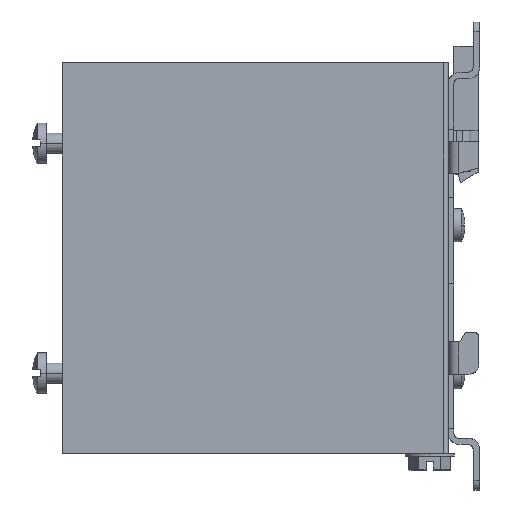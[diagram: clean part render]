
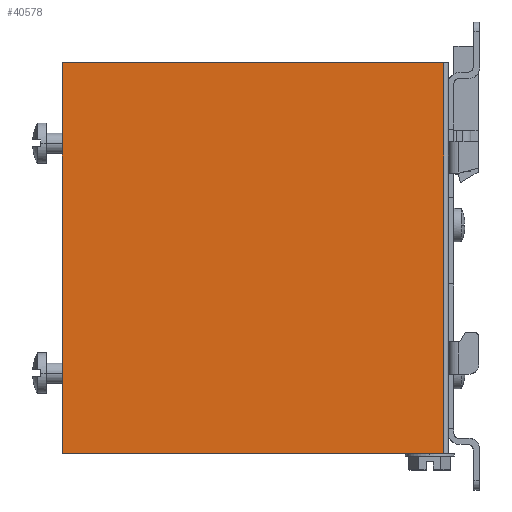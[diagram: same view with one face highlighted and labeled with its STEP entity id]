
A CAD part, left-side view. The second image highlights one B-rep face of the part: STEP entity #40578.
In plain terms, the highlighted planar face has unit normal (-1, 0, 0).
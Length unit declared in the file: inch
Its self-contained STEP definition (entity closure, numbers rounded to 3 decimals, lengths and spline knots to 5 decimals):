
#16018 = EDGE_CURVE ( 'NONE', #31650, #31651, #118145, .T. ) ;
#16019 = EDGE_CURVE ( 'NONE', #31649, #31650, #118146, .T. ) ;
#16020 = EDGE_CURVE ( 'NONE', #31651, #31652, #118147, .T. ) ;
#16021 = EDGE_CURVE ( 'NONE', #31652, #31649, #118148, .T. ) ;
#31649 = VERTEX_POINT ( 'NONE', #108567 ) ;
#31650 = VERTEX_POINT ( 'NONE', #108569 ) ;
#31651 = VERTEX_POINT ( 'NONE', #108571 ) ;
#31652 = VERTEX_POINT ( 'NONE', #108573 ) ;
#36028 = EDGE_LOOP ( 'NONE', ( #177106, #177109, #177108, #177111 ) ) ;
#40578 = ADVANCED_FACE ( 'NONE', ( #147614 ), #149076, .T. ) ;
#80866 = CARTESIAN_POINT ( 'NONE',  ( -1.772, 0., -1.5945 ) ) ;
#80867 = DIRECTION ( 'NONE',  ( 0., 0., -1. ) ) ;
#80868 = CARTESIAN_POINT ( 'NONE',  ( -1.772, -1.5575, 0. ) ) ;
#80869 = DIRECTION ( 'NONE',  ( 0., 1., 0. ) ) ;
#80870 = CARTESIAN_POINT ( 'NONE',  ( -1.772, -1.5575, -3.189 ) ) ;
#80871 = DIRECTION ( 'NONE',  ( 0., -1., 0. ) ) ;
#80872 = CARTESIAN_POINT ( 'NONE',  ( -1.772, -3.115, -1.5945 ) ) ;
#80873 = DIRECTION ( 'NONE',  ( 0., 0., 1. ) ) ;
#108567 = CARTESIAN_POINT ( 'NONE',  ( -1.772, -3.115, 0. ) ) ;
#108569 = CARTESIAN_POINT ( 'NONE',  ( -1.772, 0., 0. ) ) ;
#108571 = CARTESIAN_POINT ( 'NONE',  ( -1.772, 0., -3.189 ) ) ;
#108573 = CARTESIAN_POINT ( 'NONE',  ( -1.772, -3.115, -3.189 ) ) ;
#118145 = LINE ( 'NONE', #80866, #172574 ) ;
#118146 = LINE ( 'NONE', #80868, #172575 ) ;
#118147 = LINE ( 'NONE', #80870, #172576 ) ;
#118148 = LINE ( 'NONE', #80872, #172577 ) ;
#146771 = AXIS2_PLACEMENT_3D ( 'NONE', #149078, #149080, #149082 ) ;
#147614 = FACE_OUTER_BOUND ( 'NONE', #36028, .T. ) ;
#149076 = PLANE ( 'NONE',  #146771 ) ;
#149078 = CARTESIAN_POINT ( 'NONE',  ( -1.772, -3.115, -3.189 ) ) ;
#149080 = DIRECTION ( 'NONE',  ( -1., 0., 0. ) ) ;
#149082 = DIRECTION ( 'NONE',  ( 0., 0., 1. ) ) ;
#172574 = VECTOR ( 'NONE', #80867, 39.37008 ) ;
#172575 = VECTOR ( 'NONE', #80869, 39.37008 ) ;
#172576 = VECTOR ( 'NONE', #80871, 39.37008 ) ;
#172577 = VECTOR ( 'NONE', #80873, 39.37008 ) ;
#177106 = ORIENTED_EDGE ( 'NONE', *, *, #16019, .T. ) ;
#177108 = ORIENTED_EDGE ( 'NONE', *, *, #16020, .T. ) ;
#177109 = ORIENTED_EDGE ( 'NONE', *, *, #16018, .T. ) ;
#177111 = ORIENTED_EDGE ( 'NONE', *, *, #16021, .T. ) ;
